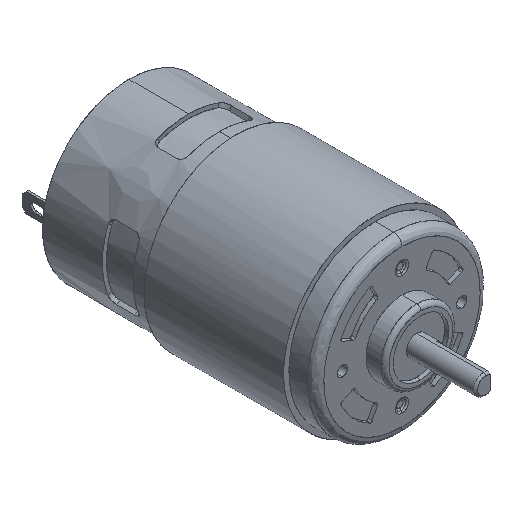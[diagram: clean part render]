
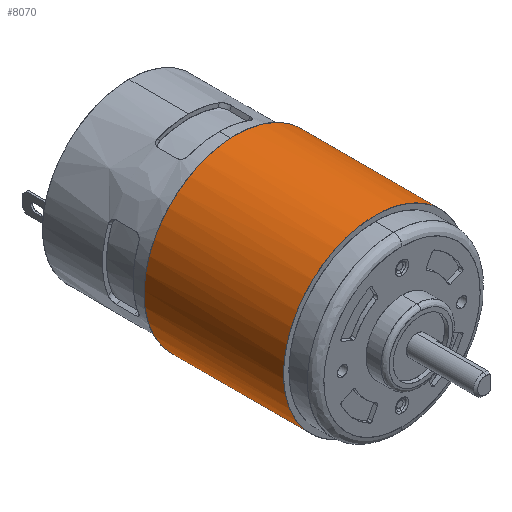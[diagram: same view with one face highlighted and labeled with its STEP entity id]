
A CAD part, isometric view. The second image highlights one B-rep face of the part: STEP entity #8070.
In plain terms, the highlighted free-form (B-spline) face has degree [2, 1] with [7, 2] control points.
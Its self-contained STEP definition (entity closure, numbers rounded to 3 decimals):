
#8070 = ADVANCED_FACE('',(#8071),#8111,.T.);
#8071 = FACE_BOUND('',#8072,.T.);
#8072 = EDGE_LOOP('',(#8073,#8087,#8094,#8106));
#8073 = ORIENTED_EDGE('',*,*,#8074,.F.);
#8074 = EDGE_CURVE('',#8075,#8077,#8079,.T.);
#8075 = VERTEX_POINT('',#8076);
#8076 = CARTESIAN_POINT('',(-4.351,5.656,
    -18.912));
#8077 = VERTEX_POINT('',#8078);
#8078 = CARTESIAN_POINT('',(4.351,5.656,
    -18.912));
#8079 = ( BOUNDED_CURVE() B_SPLINE_CURVE(2,(#8080,#8081,#8082,#8083,
#8084,#8085,#8086),.UNSPECIFIED.,.F.,.F.) B_SPLINE_CURVE_WITH_KNOTS((3,2
    ,2,3),(0.,1.944,3.887,5.831),
.PIECEWISE_BEZIER_KNOTS.) CURVE() GEOMETRIC_REPRESENTATION_ITEM() 
RATIONAL_B_SPLINE_CURVE((1.,0.564,1.,0.564,1.,0.564
,1.)) REPRESENTATION_ITEM('') );
#8080 = CARTESIAN_POINT('',(-4.351,5.656,
    -18.912));
#8081 = CARTESIAN_POINT('',(-32.055,5.656,
    -12.538));
#8082 = CARTESIAN_POINT('',(-16.028,5.656,
    10.941));
#8083 = CARTESIAN_POINT('',(0.,5.656,
    34.42));
#8084 = CARTESIAN_POINT('',(16.028,5.656,
    10.941));
#8085 = CARTESIAN_POINT('',(32.055,5.656,
    -12.538));
#8086 = CARTESIAN_POINT('',(4.351,5.656,-18.912
    ));
#8087 = ORIENTED_EDGE('',*,*,#8088,.F.);
#8088 = EDGE_CURVE('',#8089,#8075,#8091,.T.);
#8089 = VERTEX_POINT('',#8090);
#8090 = CARTESIAN_POINT('',(-4.351,35.157,
    -18.912));
#8091 = B_SPLINE_CURVE_WITH_KNOTS('',1,(#8092,#8093),.UNSPECIFIED.,.F.,
  .F.,(2,2),(0.,33.9),.PIECEWISE_BEZIER_KNOTS.);
#8092 = CARTESIAN_POINT('',(-4.351,35.157,
    -18.912));
#8093 = CARTESIAN_POINT('',(-4.351,5.656,
    -18.912));
#8094 = ORIENTED_EDGE('',*,*,#8095,.F.);
#8095 = EDGE_CURVE('',#8096,#8089,#8098,.T.);
#8096 = VERTEX_POINT('',#8097);
#8097 = CARTESIAN_POINT('',(4.351,35.157,
    -18.912));
#8098 = ( BOUNDED_CURVE() B_SPLINE_CURVE(2,(#8099,#8100,#8101,#8102,
#8103,#8104,#8105),.UNSPECIFIED.,.F.,.F.) B_SPLINE_CURVE_WITH_KNOTS((3,2
    ,2,3),(0.,1.944,3.887,5.831),
.PIECEWISE_BEZIER_KNOTS.) CURVE() GEOMETRIC_REPRESENTATION_ITEM() 
RATIONAL_B_SPLINE_CURVE((1.,0.564,1.,0.564,1.,0.564
,1.)) REPRESENTATION_ITEM('') );
#8099 = CARTESIAN_POINT('',(4.351,35.157,
    -18.912));
#8100 = CARTESIAN_POINT('',(32.055,35.157,
    -12.538));
#8101 = CARTESIAN_POINT('',(16.028,35.157,
    10.941));
#8102 = CARTESIAN_POINT('',(0.,35.157,
    34.42));
#8103 = CARTESIAN_POINT('',(-16.028,35.157,
    10.941));
#8104 = CARTESIAN_POINT('',(-32.055,35.157,
    -12.538));
#8105 = CARTESIAN_POINT('',(-4.351,35.157,
    -18.912));
#8106 = ORIENTED_EDGE('',*,*,#8107,.F.);
#8107 = EDGE_CURVE('',#8077,#8096,#8108,.T.);
#8108 = B_SPLINE_CURVE_WITH_KNOTS('',1,(#8109,#8110),.UNSPECIFIED.,.F.,
  .F.,(2,2),(0.,33.9),.PIECEWISE_BEZIER_KNOTS.);
#8109 = CARTESIAN_POINT('',(4.351,5.656,
    -18.912));
#8110 = CARTESIAN_POINT('',(4.351,35.157,
    -18.912));
#8111 = ( BOUNDED_SURFACE() B_SPLINE_SURFACE(2,1,(
    (#8112,#8113)
    ,(#8114,#8115)
    ,(#8116,#8117)
    ,(#8118,#8119)
    ,(#8120,#8121)
    ,(#8122,#8123)
    ,(#8124,#8125
)),.UNSPECIFIED.,.F.,.F.,.F.) B_SPLINE_SURFACE_WITH_KNOTS((3,2,2,3),(2,2
    ),(0.226,2.17,4.113,6.057),(0.,
33.9),.PIECEWISE_BEZIER_KNOTS.) GEOMETRIC_REPRESENTATION_ITEM() 
RATIONAL_B_SPLINE_SURFACE((
    (1.,1.)
    ,(0.564,0.564)
    ,(1.,1.)
    ,(0.564,0.564)
    ,(1.,1.)
    ,(0.564,0.564)
,(1.,1.))) REPRESENTATION_ITEM('') SURFACE() );
#8112 = CARTESIAN_POINT('',(-4.351,35.157,
    -18.912));
#8113 = CARTESIAN_POINT('',(-4.351,5.656,
    -18.912));
#8114 = CARTESIAN_POINT('',(-32.055,35.157,
    -12.538));
#8115 = CARTESIAN_POINT('',(-32.055,5.656,
    -12.538));
#8116 = CARTESIAN_POINT('',(-16.028,35.157,
    10.941));
#8117 = CARTESIAN_POINT('',(-16.028,5.656,
    10.941));
#8118 = CARTESIAN_POINT('',(0.,35.157,
    34.42));
#8119 = CARTESIAN_POINT('',(0.,5.656,
    34.42));
#8120 = CARTESIAN_POINT('',(16.028,35.157,
    10.941));
#8121 = CARTESIAN_POINT('',(16.028,5.656,
    10.941));
#8122 = CARTESIAN_POINT('',(32.055,35.157,
    -12.538));
#8123 = CARTESIAN_POINT('',(32.055,5.656,
    -12.538));
#8124 = CARTESIAN_POINT('',(4.351,35.157,
    -18.912));
#8125 = CARTESIAN_POINT('',(4.351,5.656,
    -18.912));
